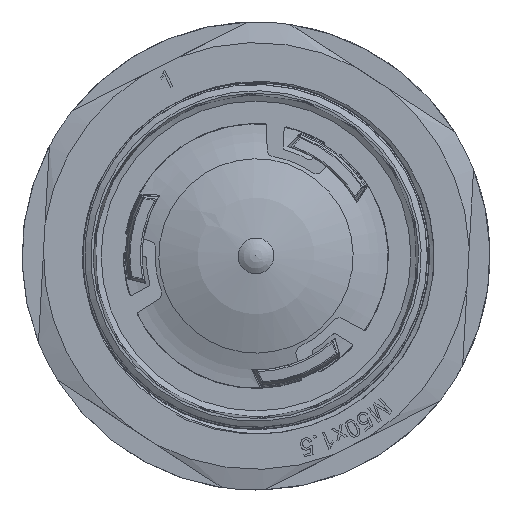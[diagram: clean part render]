
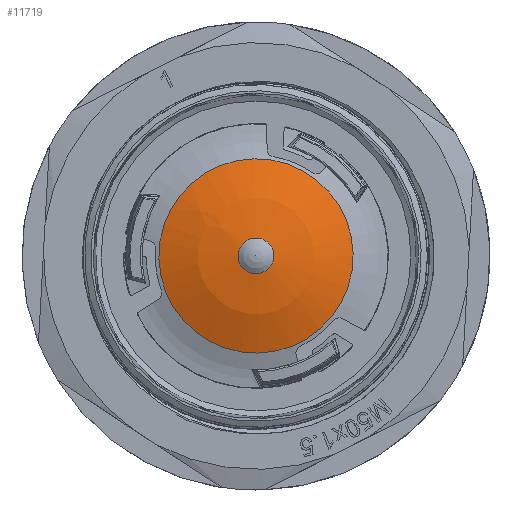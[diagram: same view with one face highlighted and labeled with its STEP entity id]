
A CAD part, front view. The second image highlights one B-rep face of the part: STEP entity #11719.
In plain terms, the highlighted spherical face has radius 35 mm.
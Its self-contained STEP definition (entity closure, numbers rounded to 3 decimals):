
#108=SPHERICAL_SURFACE('',#12737,35.);
#128=FACE_BOUND('',#3530,.T.);
#2068=CIRCLE('',#12626,13.636);
#2129=CIRCLE('',#12733,2.516);
#2804=FACE_OUTER_BOUND('',#3529,.T.);
#3529=EDGE_LOOP('',(#8293));
#3530=EDGE_LOOP('',(#8294));
#4750=VERTEX_POINT('',#20065);
#4798=VERTEX_POINT('',#20840);
#6000=EDGE_CURVE('',#4750,#4750,#2068,.T.);
#6102=EDGE_CURVE('',#4798,#4798,#2129,.T.);
#8293=ORIENTED_EDGE('',*,*,#6102,.T.);
#8294=ORIENTED_EDGE('',*,*,#6000,.F.);
#11719=ADVANCED_FACE('',(#2804,#128),#108,.T.);
#12626=AXIS2_PLACEMENT_3D('',#20066,#14418,#14419);
#12733=AXIS2_PLACEMENT_3D('',#20841,#14644,#14645);
#12737=AXIS2_PLACEMENT_3D('',#20846,#14652,#14653);
#14418=DIRECTION('center_axis',(0.,0.,1.));
#14419=DIRECTION('ref_axis',(1.,0.,0.));
#14644=DIRECTION('center_axis',(0.,0.,1.));
#14645=DIRECTION('ref_axis',(0.,1.,0.));
#14652=DIRECTION('center_axis',(0.,0.,1.));
#14653=DIRECTION('ref_axis',(1.,0.,0.));
#20065=CARTESIAN_POINT('',(-13.636,0.,-5.922));
#20066=CARTESIAN_POINT('Origin',(0.,0.,-5.922));
#20840=CARTESIAN_POINT('',(-2.516,0.,-8.597));
#20841=CARTESIAN_POINT('Origin',(0.,0.,-8.597));
#20846=CARTESIAN_POINT('Origin',(0.,0.,26.312));
